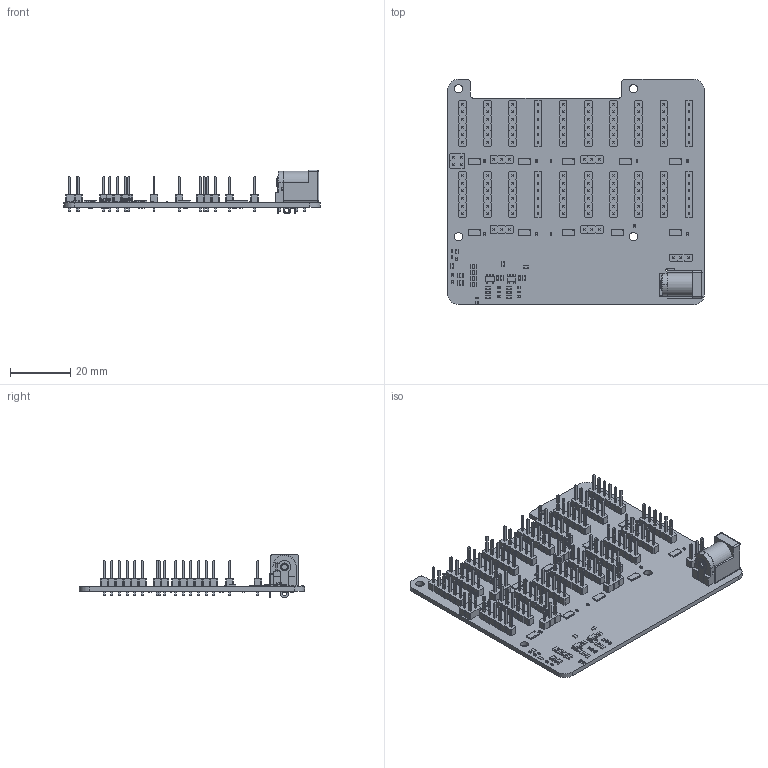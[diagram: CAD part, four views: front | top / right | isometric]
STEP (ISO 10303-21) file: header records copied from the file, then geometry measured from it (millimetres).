
FILE_DESCRIPTION(('KiCad electronic assembly'),'2;1');
FILE_NAME('VAAMAN KICAD 2.step','2024-06-07T14:38:10',('Pcbnew'),( 'Kicad'),'Open CASCADE STEP processor 7.7','KiCad to STEP converter' ,'Unknown');
FILE_SCHEMA(('AUTOMOTIVE_DESIGN { 1 0 10303 214 1 1 1 1 }'));
Length unit declared in the file: millimetre
Products named in the file (22): VAAMAN KICAD 2 1; RC0402JR-7D0RL; SR0402JR-7W10RL; 0603; CL10B105MO8NNWC; TXB0108DQSR--3DModel-STEP-56544; DQS20; PinHeader_1x06_P2.54mm_Vertical; PinHeader_1x06_P254mm_Vertical; PinHeader_1x03_P2.54mm_Vertical; PinHeader_1x03_P254mm_Vertical; 0805; VJ0805A221KXRAT5Z; 0402 CAP; VJ0402D180JXBAJ; PinHeader_2x02_P2.54mm_Vertical; PinHeader_2x02_P254mm_Vertical; SOT23-5; MAX6316LUK29BX_V+T; 694106301002; VAAMAN KICAD 2_PCB
Assembly tree (116 placements, depth 3):
  VAAMAN KICAD 2 1
    RC0402JR-7D0RL  x22
      SR0402JR-7W10RL
    0603  x14
      CL10B105MO8NNWC
    TXB0108DQSR--3DModel-STEP-56544  x10
      DQS20
    PinHeader_1x06_P2.54mm_Vertical  x20
      PinHeader_1x06_P254mm_Vertical
    PinHeader_1x03_P2.54mm_Vertical  x5
      PinHeader_1x03_P254mm_Vertical
    0805  x6
      VJ0805A221KXRAT5Z
    0402 CAP  x24
      VJ0402D180JXBAJ
    PinHeader_2x02_P2.54mm_Vertical
      PinHeader_2x02_P254mm_Vertical
    SOT23-5  x2
      MAX6316LUK29BX_V+T
    694106301002
      694106301002
    VAAMAN KICAD 2_PCB
Bounding box: 85.01 x 74.73 x 14.5 mm (x, y, z)
Volume: 12641.3 mm3; surface area: 22623.6 mm2
Topology: 485 solids, 485 shells, 9036 faces, 21458 edges, 13330 vertices
Faces by surface type: plane 7474, cylinder 1182, sphere 356, torus 18, revolution 6
Full cylindrical faces by diameter (mm): 0.914 x120, 1 x19, 2.78 x4
Entity records: 38639 total; most frequent: CARTESIAN_POINT 6156, DIRECTION 6116, ORIENTED_EDGE 5812, EDGE_CURVE 2906, LINE 2242, VECTOR 2242, AXIS2_PLACEMENT_3D 1934, VERTEX_POINT 1866
